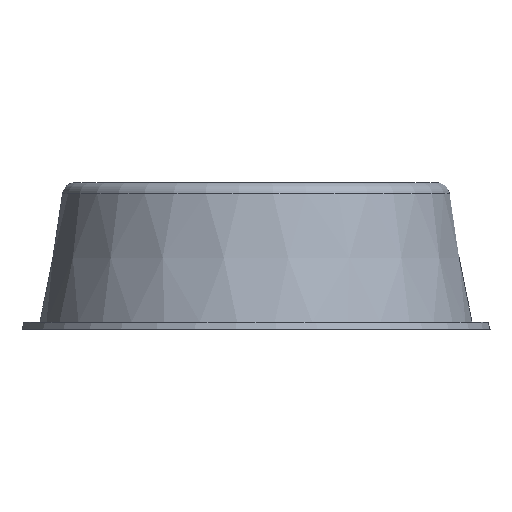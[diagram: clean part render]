
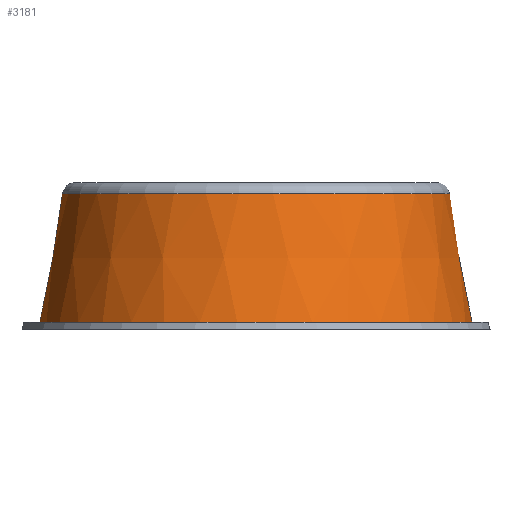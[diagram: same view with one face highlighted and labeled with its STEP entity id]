
A CAD part, front view. The second image highlights one B-rep face of the part: STEP entity #3181.
In plain terms, the highlighted conical face has half-angle 10 degrees and reference radius 56.012 mm.
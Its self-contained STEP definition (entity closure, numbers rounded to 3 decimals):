
#69=CONICAL_SURFACE('',#3661,56.012,0.175);
#360=FACE_OUTER_BOUND('',#581,.T.);
#581=EDGE_LOOP('',(#2863,#2864,#2865,#2866));
#775=CIRCLE('',#3659,52.924);
#777=CIRCLE('',#3662,59.1);
#1326=VERTEX_POINT('',#11301);
#1327=VERTEX_POINT('',#11305);
#1838=EDGE_CURVE('',#1326,#1326,#775,.T.);
#1840=EDGE_CURVE('',#1327,#1327,#777,.T.);
#1841=EDGE_CURVE('',#1327,#1326,#3270,.T.);
#2863=ORIENTED_EDGE('',*,*,#1840,.F.);
#2864=ORIENTED_EDGE('',*,*,#1841,.T.);
#2865=ORIENTED_EDGE('',*,*,#1838,.T.);
#2866=ORIENTED_EDGE('',*,*,#1841,.F.);
#3181=ADVANCED_FACE('',(#360),#69,.T.);
#3270=LINE('',#11307,#3353);
#3353=VECTOR('',#4366,56.012);
#3659=AXIS2_PLACEMENT_3D('',#11302,#4358,#4359);
#3661=AXIS2_PLACEMENT_3D('',#11304,#4362,#4363);
#3662=AXIS2_PLACEMENT_3D('',#11306,#4364,#4365);
#4358=DIRECTION('center_axis',(0.,0.,-1.));
#4359=DIRECTION('ref_axis',(0.707,0.707,0.));
#4362=DIRECTION('center_axis',(0.,0.,-1.));
#4363=DIRECTION('ref_axis',(-0.707,-0.707,0.));
#4364=DIRECTION('center_axis',(0.,0.,-1.));
#4365=DIRECTION('ref_axis',(0.707,0.707,0.));
#4366=DIRECTION('',(-0.123,-0.123,0.985));
#11301=CARTESIAN_POINT('',(37.423,37.423,37.025));
#11302=CARTESIAN_POINT('Origin',(0.,0.,37.025));
#11304=CARTESIAN_POINT('Origin',(0.,0.,19.513));
#11305=CARTESIAN_POINT('',(41.79,41.79,2.));
#11306=CARTESIAN_POINT('Origin',(0.,0.,2.));
#11307=CARTESIAN_POINT('',(39.607,39.607,19.513));
